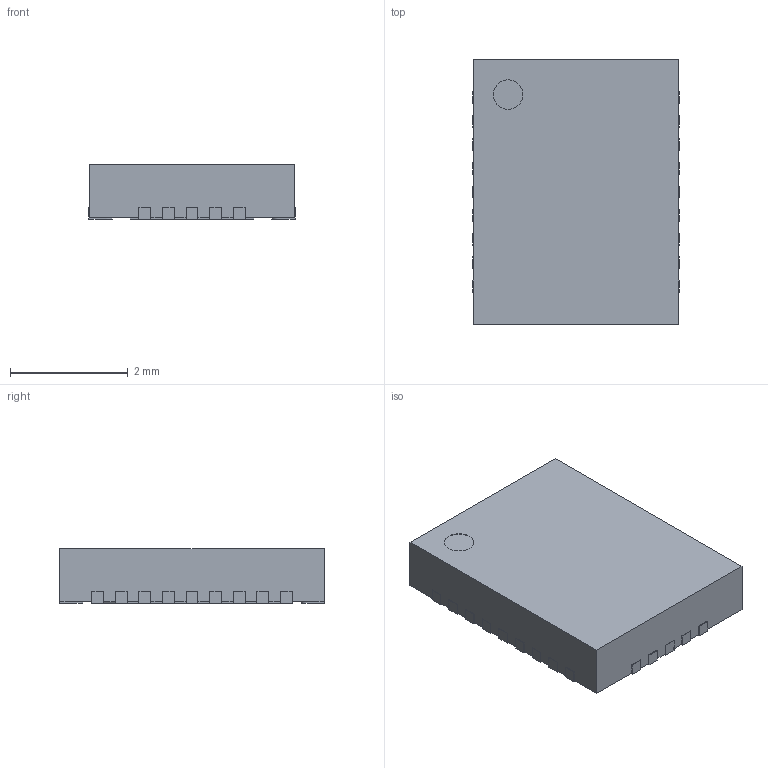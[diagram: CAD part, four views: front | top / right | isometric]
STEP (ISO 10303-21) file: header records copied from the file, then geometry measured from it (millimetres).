
FILE_DESCRIPTION(/* description */ ('model of Texas_R-VFQFN-28-1EP_3.5x4.5mm_P0.4mm_EP2.1x3.1mm'),/* implementation_level */ '2;1');
FILE_NAME(/* name */ 'Texas_R-VFQFN-28-1EP_3.5x4.5mm_P0.4mm_EP2.1x3.1mm.step',/* time_stamp */ '2018-07-05T19:35:37',/* author */ ('kicad StepUp','ksu'),/* organization */ ('FreeCAD'),/* preprocessor_version */ 'OCC',/* originating_system */ 'kicad StepUp',/* authorisation */ '');
FILE_SCHEMA(('AUTOMOTIVE_DESIGN_CC2 { 1 2 10303 214 -1 1 5 4 }'));
Length unit declared in the file: millimetre
Products named in the file (1): Texas_R_VFQFN_28_1EP_35x45mm_P04mm_EP21x31mm
Bounding box: 3.5 x 4.5 x 0.92 mm (x, y, z)
Volume: 14.2 mm3; surface area: 46.6 mm2
Topology: 1 solids, 1 shells, 182 faces, 534 edges, 356 vertices
Faces by surface type: plane 153, cylinder 29
Full cylindrical faces by diameter (mm): 0.5 x1
Entity records: 6696 total; most frequent: CARTESIAN_POINT 1045, PCURVE 1012, ORIENTED_EDGE 1006, EDGE_CURVE 534, LINE 529, SURFACE_CURVE 505, VERTEX_POINT 356, AXIS2_PLACEMENT_3D 241
